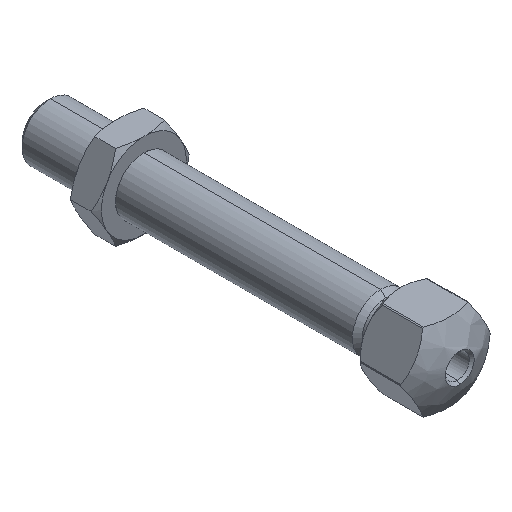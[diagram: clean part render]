
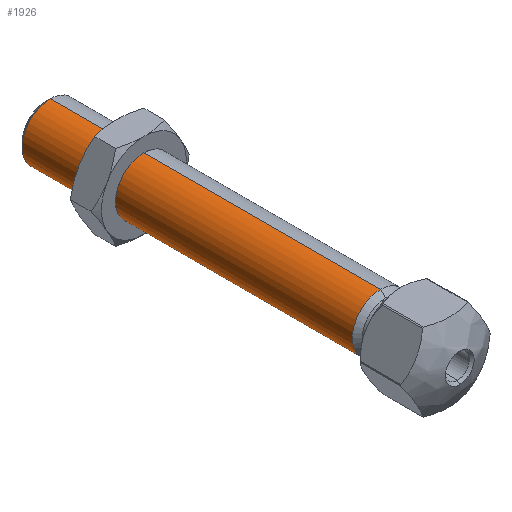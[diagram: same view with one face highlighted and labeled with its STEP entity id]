
A CAD part, isometric view. The second image highlights one B-rep face of the part: STEP entity #1926.
In plain terms, the highlighted cylindrical face has radius 8 mm (diameter 16 mm), a partial arc.
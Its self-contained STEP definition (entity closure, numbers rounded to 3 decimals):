
#30 = ORIENTED_EDGE ( 'NONE', *, *, #2893, .T. ) ;
#36 = VERTEX_POINT ( 'NONE', #531 ) ;
#41 = EDGE_LOOP ( 'NONE', ( #3297, #2294, #30, #540, #3432 ) ) ;
#43 = FACE_OUTER_BOUND ( 'NONE', #41, .T. ) ;
#119 = LINE ( 'NONE', #975, #1641 ) ;
#143 = CARTESIAN_POINT ( 'NONE',  ( -8., 98.75, 0. ) ) ;
#167 = EDGE_CURVE ( 'NONE', #899, #2070, #119, .T. ) ;
#356 = CARTESIAN_POINT ( 'NONE',  ( 0., 5.4, 0. ) ) ;
#377 = CARTESIAN_POINT ( 'NONE',  ( 0., 98.75, 0. ) ) ;
#427 = CYLINDRICAL_SURFACE ( 'NONE', #867, 8. ) ;
#531 = CARTESIAN_POINT ( 'NONE',  ( 0., 98.75, 8. ) ) ;
#540 = ORIENTED_EDGE ( 'NONE', *, *, #167, .T. ) ;
#553 = VERTEX_POINT ( 'NONE', #143 ) ;
#613 = DIRECTION ( 'NONE',  ( 0., 0., -1. ) ) ;
#643 = DIRECTION ( 'NONE',  ( 0., 0., -1. ) ) ;
#733 = DIRECTION ( 'NONE',  ( 0., 0., -1. ) ) ;
#823 = AXIS2_PLACEMENT_3D ( 'NONE', #356, #2164, #613 ) ;
#867 = AXIS2_PLACEMENT_3D ( 'NONE', #2515, #1260, #733 ) ;
#899 = VERTEX_POINT ( 'NONE', #2968 ) ;
#975 = CARTESIAN_POINT ( 'NONE',  ( 0., -20.779, -8. ) ) ;
#982 = DIRECTION ( 'NONE',  ( 0., -1., 0. ) ) ;
#1027 = EDGE_CURVE ( 'NONE', #36, #1806, #2336, .T. ) ;
#1187 = CIRCLE ( 'NONE', #823, 8. ) ;
#1260 = DIRECTION ( 'NONE',  ( 0., -1., 0. ) ) ;
#1388 = CIRCLE ( 'NONE', #2351, 8. ) ;
#1599 = DIRECTION ( 'NONE',  ( 0., -1., 0. ) ) ;
#1641 = VECTOR ( 'NONE', #1682, 1000. ) ;
#1644 = AXIS2_PLACEMENT_3D ( 'NONE', #377, #2185, #643 ) ;
#1658 = VECTOR ( 'NONE', #982, 1000. ) ;
#1668 = EDGE_CURVE ( 'NONE', #2070, #1806, #1187, .T. ) ;
#1682 = DIRECTION ( 'NONE',  ( 0., -1., 0. ) ) ;
#1806 = VERTEX_POINT ( 'NONE', #3367 ) ;
#1926 = ADVANCED_FACE ( 'NONE', ( #43 ), #427, .T. ) ;
#1975 = CARTESIAN_POINT ( 'NONE',  ( 0., -20.779, 8. ) ) ;
#2040 = EDGE_CURVE ( 'NONE', #36, #553, #1388, .T. ) ;
#2070 = VERTEX_POINT ( 'NONE', #2598 ) ;
#2164 = DIRECTION ( 'NONE',  ( 0., 1., 0. ) ) ;
#2185 = DIRECTION ( 'NONE',  ( 0., -1., 0. ) ) ;
#2294 = ORIENTED_EDGE ( 'NONE', *, *, #2040, .T. ) ;
#2336 = LINE ( 'NONE', #1975, #1658 ) ;
#2351 = AXIS2_PLACEMENT_3D ( 'NONE', #3172, #1599, #3456 ) ;
#2515 = CARTESIAN_POINT ( 'NONE',  ( 0., -20.779, 0. ) ) ;
#2598 = CARTESIAN_POINT ( 'NONE',  ( 0., 5.4, -8. ) ) ;
#2837 = CIRCLE ( 'NONE', #1644, 8. ) ;
#2893 = EDGE_CURVE ( 'NONE', #553, #899, #2837, .T. ) ;
#2968 = CARTESIAN_POINT ( 'NONE',  ( 0., 98.75, -8. ) ) ;
#3172 = CARTESIAN_POINT ( 'NONE',  ( 0., 98.75, 0. ) ) ;
#3297 = ORIENTED_EDGE ( 'NONE', *, *, #1027, .F. ) ;
#3367 = CARTESIAN_POINT ( 'NONE',  ( 0., 5.4, 8. ) ) ;
#3432 = ORIENTED_EDGE ( 'NONE', *, *, #1668, .T. ) ;
#3456 = DIRECTION ( 'NONE',  ( 0., 0., -1. ) ) ;
